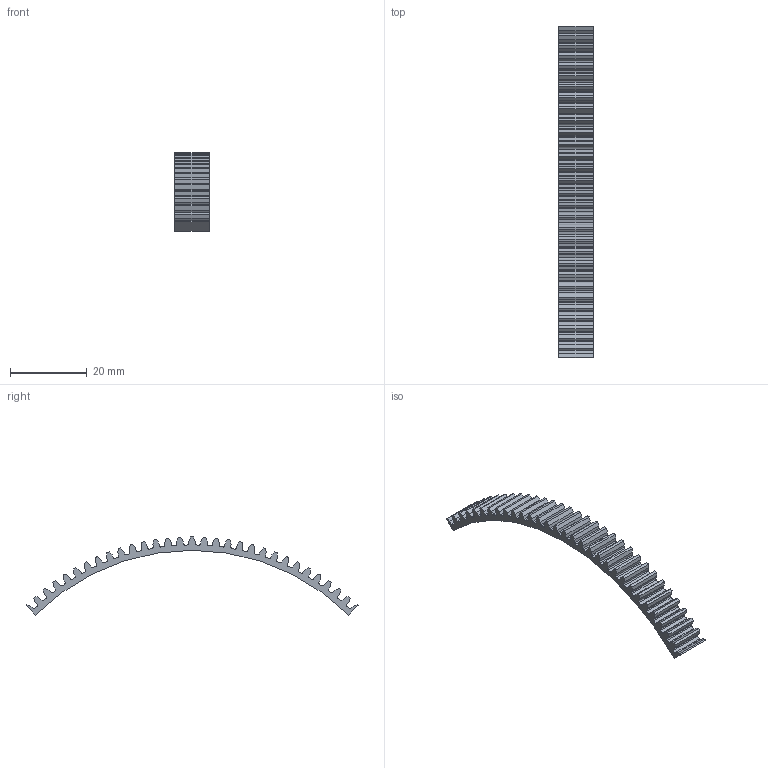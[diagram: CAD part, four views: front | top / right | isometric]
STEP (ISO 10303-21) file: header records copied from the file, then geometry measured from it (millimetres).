
FILE_DESCRIPTION((''),'2;1');
FILE_NAME('22402_1100120_MOD','2024-02-21T13:47:28',('Sanya'),(''),'CREO PARAMETRIC BY PTC INC, 2020053','CREO PARAMETRIC BY PTC INC, 2020053','');
FILE_SCHEMA(('AUTOMOTIVE_DESIGN { 1 0 10303 214 1 1 1 1 }'));
Length unit declared in the file: millimetre
Products named in the file (1): 22402_1100120_MOD
Bounding box: 9 x 86.27 x 20.34 mm (x, y, z)
Volume: 1950.7 mm3; surface area: 2983.5 mm2
Topology: 1 solids, 1 shells, 246 faces, 732 edges, 488 vertices
Faces by surface type: plane 124, cylinder 122
Entity records: 13219 total; most frequent: CARTESIAN_POINT 3571, DIRECTION 1516, ORIENTED_EDGE 1464, PRESENTATION_STYLE_ASSIGNMENT 751, CURVE_STYLE 748, STYLED_ITEM 742, EDGE_CURVE 732, AXIS2_PLACEMENT_3D 510
